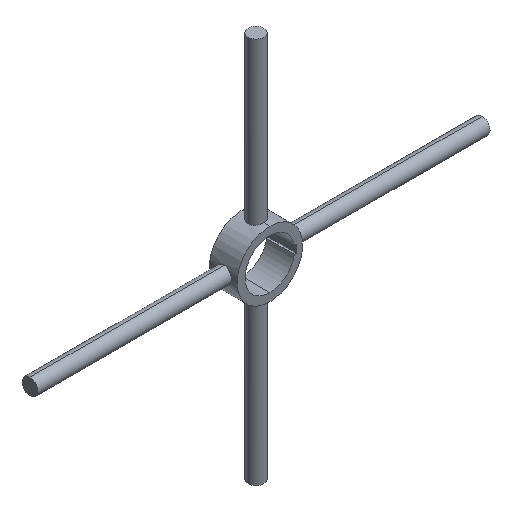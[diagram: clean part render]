
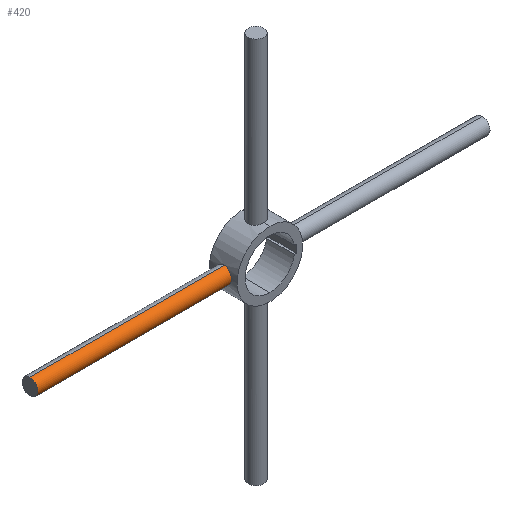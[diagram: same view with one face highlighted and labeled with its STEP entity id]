
A CAD part, isometric view. The second image highlights one B-rep face of the part: STEP entity #420.
In plain terms, the highlighted cylindrical face has radius 20 mm (diameter 40 mm), a partial arc.
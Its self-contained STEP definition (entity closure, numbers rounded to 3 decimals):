
#25 = FACE_OUTER_BOUND ( 'NONE', #874, .T. ) ;
#26 = CARTESIAN_POINT ( 'NONE',  ( -80.039, 33.692, -20. ) ) ;
#56 = CYLINDRICAL_SURFACE ( 'NONE', #500, 20. ) ;
#74 = CARTESIAN_POINT ( 'NONE',  ( -80.661, 24.986, -17.325 ) ) ;
#75 = CARTESIAN_POINT ( 'NONE',  ( -82.5, 15., 1.313 ) ) ;
#77 = CARTESIAN_POINT ( 'NONE',  ( -80.206, 29.79, 19.321 ) ) ;
#78 = CARTESIAN_POINT ( 'NONE',  ( -81.674, 18.734, 11.655 ) ) ;
#126 = DIRECTION ( 'NONE',  ( -1., 0., 0. ) ) ;
#129 = CARTESIAN_POINT ( 'NONE',  ( -570., 35., -20. ) ) ;
#160 = LINE ( 'NONE', #997, #969 ) ;
#162 = CARTESIAN_POINT ( 'NONE',  ( -80.167, 30.433, 19.483 ) ) ;
#163 = CARTESIAN_POINT ( 'NONE',  ( -82.376, 15.517, -4.565 ) ) ;
#165 = ORIENTED_EDGE ( 'NONE', *, *, #582, .F. ) ;
#166 = CARTESIAN_POINT ( 'NONE',  ( -82.272, 15.962, -6.137 ) ) ;
#205 = CARTESIAN_POINT ( 'NONE',  ( 500000., 35., -20. ) ) ;
#237 = CARTESIAN_POINT ( 'NONE',  ( -80.734, 24.419, -16.984 ) ) ;
#242 = CARTESIAN_POINT ( 'NONE',  ( -82.199, 16.277, 7.062 ) ) ;
#243 = CARTESIAN_POINT ( 'NONE',  ( -81.002, 22.545, 15.652 ) ) ;
#245 = CARTESIAN_POINT ( 'NONE',  ( -82.469, 15.128, 2.614 ) ) ;
#248 = CARTESIAN_POINT ( 'NONE',  ( -81.438, 19.968, -13.197 ) ) ;
#280 = CARTESIAN_POINT ( 'NONE',  ( -80.198, 29.791, -19.355 ) ) ;
#310 = B_SPLINE_CURVE_WITH_KNOTS ( 'NONE', 3,
 ( #981, #26, #715, #280, #593, #1033, #843, #74, #237, #841, #936, #682, #935, #248, #419, #510, #1124, #506, #765, #772, #331, #848, #166, #768, #163, #1036, #689, #328, #332, #75, #245, #1113, #428, #926, #242, #850, #1112, #78, #601, #1031, #930, #425, #941, #243, #340, #590, #1040, #508, #679, #1118, #596, #77, #162, #684, #1122, #686 ),
 .UNSPECIFIED., .F., .F.,
 ( 4, 2, 2, 2, 2, 2, 2, 2, 2, 2, 2, 2, 2, 2, 2, 2, 2, 2, 2, 2, 2, 2, 2, 2, 2, 2, 2, 4 ),
 ( 0.063, 0.067, 0.071, 0.073, 0.075, 0.078, 0.079, 0.08, 0.082, 0.086, 0.087, 0.088, 0.09, 0.092, 0.094, 0.098, 0.1, 0.102, 0.106, 0.108, 0.11, 0.112, 0.113, 0.114, 0.118, 0.12, 0.122, 0.126 ),
 .UNSPECIFIED. ) ;
#320 = DIRECTION ( 'NONE',  ( 0., 0., 1. ) ) ;
#328 = CARTESIAN_POINT ( 'NONE',  ( -82.492, 15.034, -1.331 ) ) ;
#331 = CARTESIAN_POINT ( 'NONE',  ( -82.197, 16.288, -7.068 ) ) ;
#332 = CARTESIAN_POINT ( 'NONE',  ( -82.5, 15., -0.666 ) ) ;
#340 = CARTESIAN_POINT ( 'NONE',  ( -80.963, 22.803, 15.854 ) ) ;
#419 = CARTESIAN_POINT ( 'NONE',  ( -81.478, 19.753, -12.947 ) ) ;
#420 = ADVANCED_FACE ( 'NONE', ( #25 ), #56, .T. ) ;
#425 = CARTESIAN_POINT ( 'NONE',  ( -81.2, 21.309, 14.594 ) ) ;
#428 = CARTESIAN_POINT ( 'NONE',  ( -82.34, 15.67, 5.178 ) ) ;
#480 = CARTESIAN_POINT ( 'NONE',  ( -570., 35., 0. ) ) ;
#500 = AXIS2_PLACEMENT_3D ( 'NONE', #924, #584, #320 ) ;
#506 = CARTESIAN_POINT ( 'NONE',  ( -81.894, 17.656, -10.043 ) ) ;
#508 = CARTESIAN_POINT ( 'NONE',  ( -80.659, 24.962, 17.348 ) ) ;
#510 = CARTESIAN_POINT ( 'NONE',  ( -81.596, 19.129, -12.187 ) ) ;
#530 = VERTEX_POINT ( 'NONE', #780 ) ;
#560 = LINE ( 'NONE', #205, #989 ) ;
#562 = AXIS2_PLACEMENT_3D ( 'NONE', #480, #126, #979 ) ;
#582 = EDGE_CURVE ( 'NONE', #1083, #530, #603, .T. ) ;
#584 = DIRECTION ( 'NONE',  ( -1., 0., 0. ) ) ;
#590 = CARTESIAN_POINT ( 'NONE',  ( -80.885, 23.329, 16.245 ) ) ;
#593 = CARTESIAN_POINT ( 'NONE',  ( -80.29, 28.54, -18.973 ) ) ;
#596 = CARTESIAN_POINT ( 'NONE',  ( -80.298, 28.529, 18.936 ) ) ;
#601 = CARTESIAN_POINT ( 'NONE',  ( -81.597, 19.127, 12.185 ) ) ;
#603 = CIRCLE ( 'NONE', #562, 20. ) ;
#640 = DIRECTION ( 'NONE',  ( -1., 0., 0. ) ) ;
#646 = VERTEX_POINT ( 'NONE', #973 ) ;
#679 = CARTESIAN_POINT ( 'NONE',  ( -80.522, 26.109, 17.962 ) ) ;
#682 = CARTESIAN_POINT ( 'NONE',  ( -81.318, 20.634, -13.919 ) ) ;
#684 = CARTESIAN_POINT ( 'NONE',  ( -80.072, 32.366, 19.869 ) ) ;
#686 = CARTESIAN_POINT ( 'NONE',  ( -80.039, 35., 20. ) ) ;
#689 = CARTESIAN_POINT ( 'NONE',  ( -82.46, 15.164, -2.638 ) ) ;
#693 = ORIENTED_EDGE ( 'NONE', *, *, #812, .T. ) ;
#715 = CARTESIAN_POINT ( 'NONE',  ( -80.071, 32.389, -19.873 ) ) ;
#729 = DIRECTION ( 'NONE',  ( -1., 0., 0. ) ) ;
#765 = CARTESIAN_POINT ( 'NONE',  ( -82.028, 17.039, -8.897 ) ) ;
#768 = CARTESIAN_POINT ( 'NONE',  ( -82.338, 15.676, -5.198 ) ) ;
#772 = CARTESIAN_POINT ( 'NONE',  ( -82.17, 16.407, -7.377 ) ) ;
#780 = CARTESIAN_POINT ( 'NONE',  ( -570., 35., 20. ) ) ;
#812 = EDGE_CURVE ( 'NONE', #1064, #646, #310, .T. ) ;
#841 = CARTESIAN_POINT ( 'NONE',  ( -80.958, 22.791, -15.895 ) ) ;
#843 = CARTESIAN_POINT ( 'NONE',  ( -80.526, 26.143, -17.944 ) ) ;
#848 = CARTESIAN_POINT ( 'NONE',  ( -82.248, 16.065, -6.448 ) ) ;
#850 = CARTESIAN_POINT ( 'NONE',  ( -82.031, 17.028, 8.871 ) ) ;
#874 = EDGE_LOOP ( 'NONE', ( #1080, #693, #908, #165 ) ) ;
#908 = ORIENTED_EDGE ( 'NONE', *, *, #1008, .T. ) ;
#924 = CARTESIAN_POINT ( 'NONE',  ( 500000., 35., 0. ) ) ;
#926 = CARTESIAN_POINT ( 'NONE',  ( -82.25, 16.055, 6.444 ) ) ;
#930 = CARTESIAN_POINT ( 'NONE',  ( -81.36, 20.392, 13.676 ) ) ;
#935 = CARTESIAN_POINT ( 'NONE',  ( -81.358, 20.409, -13.682 ) ) ;
#936 = CARTESIAN_POINT ( 'NONE',  ( -81.117, 21.787, -15.071 ) ) ;
#941 = CARTESIAN_POINT ( 'NONE',  ( -81.12, 21.79, 15.031 ) ) ;
#969 = VECTOR ( 'NONE', #640, 1000. ) ;
#973 = CARTESIAN_POINT ( 'NONE',  ( -80.039, 35., 20. ) ) ;
#979 = DIRECTION ( 'NONE',  ( 0., 0., 1. ) ) ;
#981 = CARTESIAN_POINT ( 'NONE',  ( -80.039, 35., -20. ) ) ;
#989 = VECTOR ( 'NONE', #729, 1000. ) ;
#997 = CARTESIAN_POINT ( 'NONE',  ( 500000., 35., 20. ) ) ;
#1008 = EDGE_CURVE ( 'NONE', #646, #530, #160, .T. ) ;
#1025 = EDGE_CURVE ( 'NONE', #1064, #1083, #560, .T. ) ;
#1031 = CARTESIAN_POINT ( 'NONE',  ( -81.44, 19.955, 13.194 ) ) ;
#1033 = CARTESIAN_POINT ( 'NONE',  ( -80.463, 26.733, -18.223 ) ) ;
#1036 = CARTESIAN_POINT ( 'NONE',  ( -82.437, 15.261, -3.285 ) ) ;
#1040 = CARTESIAN_POINT ( 'NONE',  ( -80.847, 23.599, 16.435 ) ) ;
#1064 = VERTEX_POINT ( 'NONE', #1081 ) ;
#1080 = ORIENTED_EDGE ( 'NONE', *, *, #1025, .F. ) ;
#1081 = CARTESIAN_POINT ( 'NONE',  ( -80.039, 35., -20. ) ) ;
#1083 = VERTEX_POINT ( 'NONE', #129 ) ;
#1112 = CARTESIAN_POINT ( 'NONE',  ( -81.897, 17.641, 10.02 ) ) ;
#1113 = CARTESIAN_POINT ( 'NONE',  ( -82.377, 15.511, 4.54 ) ) ;
#1118 = CARTESIAN_POINT ( 'NONE',  ( -80.35, 27.913, 18.714 ) ) ;
#1122 = CARTESIAN_POINT ( 'NONE',  ( -80.039, 33.674, 20. ) ) ;
#1124 = CARTESIAN_POINT ( 'NONE',  ( -81.673, 18.74, -11.664 ) ) ;
